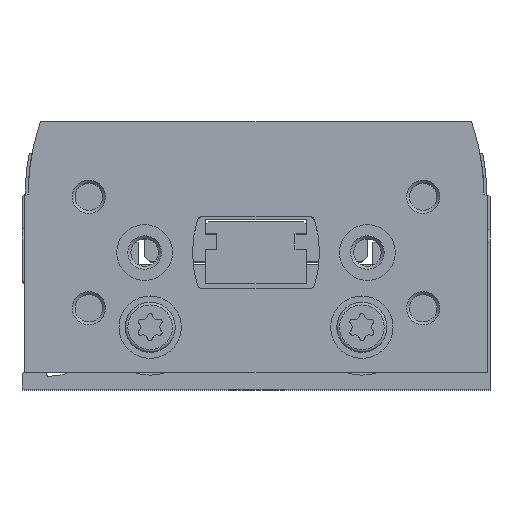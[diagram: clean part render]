
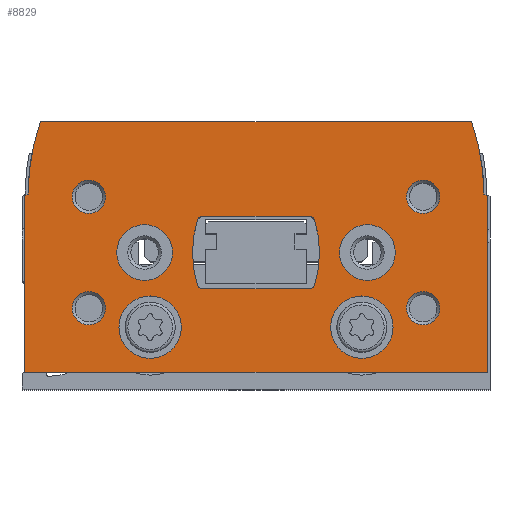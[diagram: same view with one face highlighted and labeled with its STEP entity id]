
A CAD part, top view. The second image highlights one B-rep face of the part: STEP entity #8829.
In plain terms, the highlighted planar face has unit normal (0, 0, 1).
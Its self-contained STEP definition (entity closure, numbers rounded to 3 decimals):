
#410=LINE('',#13778,#903);
#415=LINE('',#13788,#908);
#432=LINE('',#13832,#925);
#438=LINE('',#13844,#931);
#452=LINE('',#13915,#945);
#454=LINE('',#13918,#947);
#455=LINE('',#13944,#948);
#456=LINE('',#13964,#949);
#903=VECTOR('',#11271,1000.);
#908=VECTOR('',#11278,1000.);
#925=VECTOR('',#11313,1000.);
#931=VECTOR('',#11323,1000.);
#945=VECTOR('',#11377,1000.);
#947=VECTOR('',#11381,1000.);
#948=VECTOR('',#11408,1000.);
#949=VECTOR('',#11429,1000.);
#1211=PLANE('',#9599);
#2351=ORIENTED_EDGE('',*,*,#3948,.F.);
#2352=ORIENTED_EDGE('',*,*,#3949,.F.);
#2353=ORIENTED_EDGE('',*,*,#3950,.F.);
#2354=ORIENTED_EDGE('',*,*,#3951,.F.);
#2355=ORIENTED_EDGE('',*,*,#3952,.T.);
#2356=ORIENTED_EDGE('',*,*,#3953,.T.);
#2357=ORIENTED_EDGE('',*,*,#3954,.T.);
#2358=ORIENTED_EDGE('',*,*,#3955,.T.);
#2359=ORIENTED_EDGE('',*,*,#3914,.F.);
#2360=ORIENTED_EDGE('',*,*,#3932,.F.);
#2361=ORIENTED_EDGE('',*,*,#3926,.F.);
#2362=ORIENTED_EDGE('',*,*,#3923,.F.);
#2363=ORIENTED_EDGE('',*,*,#3956,.F.);
#2364=ORIENTED_EDGE('',*,*,#3957,.F.);
#2365=ORIENTED_EDGE('',*,*,#3958,.F.);
#2366=ORIENTED_EDGE('',*,*,#3917,.F.);
#2367=ORIENTED_EDGE('',*,*,#3901,.T.);
#2368=ORIENTED_EDGE('',*,*,#3895,.T.);
#2369=ORIENTED_EDGE('',*,*,#3934,.T.);
#2370=ORIENTED_EDGE('',*,*,#3867,.T.);
#2371=ORIENTED_EDGE('',*,*,#3872,.T.);
#2372=ORIENTED_EDGE('',*,*,#3876,.T.);
#2373=ORIENTED_EDGE('',*,*,#3947,.T.);
#2374=ORIENTED_EDGE('',*,*,#3907,.T.);
#3867=EDGE_CURVE('',#4764,#4763,#410,.T.);
#3872=EDGE_CURVE('',#4763,#4767,#415,.T.);
#3876=EDGE_CURVE('',#4767,#4769,#5336,.T.);
#3895=EDGE_CURVE('',#4783,#4785,#432,.T.);
#3901=EDGE_CURVE('',#4789,#4783,#438,.T.);
#3907=EDGE_CURVE('',#4794,#4789,#5342,.T.);
#3914=EDGE_CURVE('',#4798,#4799,#5345,.T.);
#3917=EDGE_CURVE('',#4799,#4800,#5346,.T.);
#3923=EDGE_CURVE('',#4804,#4805,#5349,.T.);
#3926=EDGE_CURVE('',#4805,#4807,#5350,.T.);
#3932=EDGE_CURVE('',#4807,#4798,#452,.T.);
#3934=EDGE_CURVE('',#4785,#4764,#454,.T.);
#3947=EDGE_CURVE('',#4769,#4794,#455,.T.);
#3948=EDGE_CURVE('',#4823,#4823,#5366,.T.);
#3949=EDGE_CURVE('',#4824,#4824,#5367,.T.);
#3950=EDGE_CURVE('',#4825,#4825,#5368,.T.);
#3951=EDGE_CURVE('',#4826,#4826,#5369,.T.);
#3952=EDGE_CURVE('',#4827,#4827,#5370,.T.);
#3953=EDGE_CURVE('',#4828,#4828,#5371,.T.);
#3954=EDGE_CURVE('',#4829,#4829,#5372,.T.);
#3955=EDGE_CURVE('',#4830,#4830,#5373,.T.);
#3956=EDGE_CURVE('',#4831,#4804,#5374,.T.);
#3957=EDGE_CURVE('',#4832,#4831,#456,.T.);
#3958=EDGE_CURVE('',#4800,#4832,#5375,.T.);
#4763=VERTEX_POINT('',#13777);
#4764=VERTEX_POINT('',#13779);
#4767=VERTEX_POINT('',#13787);
#4769=VERTEX_POINT('',#13794);
#4783=VERTEX_POINT('',#13826);
#4785=VERTEX_POINT('',#13831);
#4789=VERTEX_POINT('',#13842);
#4794=VERTEX_POINT('',#13857);
#4798=VERTEX_POINT('',#13871);
#4799=VERTEX_POINT('',#13873);
#4800=VERTEX_POINT('',#13881);
#4804=VERTEX_POINT('',#13894);
#4805=VERTEX_POINT('',#13896);
#4807=VERTEX_POINT('',#13905);
#4823=VERTEX_POINT('',#13947);
#4824=VERTEX_POINT('',#13949);
#4825=VERTEX_POINT('',#13951);
#4826=VERTEX_POINT('',#13953);
#4827=VERTEX_POINT('',#13955);
#4828=VERTEX_POINT('',#13957);
#4829=VERTEX_POINT('',#13959);
#4830=VERTEX_POINT('',#13961);
#4831=VERTEX_POINT('',#13963);
#4832=VERTEX_POINT('',#13965);
#5336=CIRCLE('',#9556,19.5);
#5342=CIRCLE('',#9568,19.5);
#5345=CIRCLE('',#9572,0.5);
#5346=CIRCLE('',#9574,10.);
#5349=CIRCLE('',#9578,10.);
#5350=CIRCLE('',#9580,0.5);
#5366=CIRCLE('',#9600,2.8);
#5367=CIRCLE('',#9601,2.8);
#5368=CIRCLE('',#9602,2.5);
#5369=CIRCLE('',#9603,2.5);
#5370=CIRCLE('',#9604,1.5);
#5371=CIRCLE('',#9605,1.5);
#5372=CIRCLE('',#9606,1.5);
#5373=CIRCLE('',#9607,1.5);
#5374=CIRCLE('',#9608,0.5);
#5375=CIRCLE('',#9609,0.5);
#5933=EDGE_LOOP('',(#2351));
#5934=EDGE_LOOP('',(#2352));
#5935=EDGE_LOOP('',(#2353));
#5936=EDGE_LOOP('',(#2354));
#5937=EDGE_LOOP('',(#2355));
#5938=EDGE_LOOP('',(#2356));
#5939=EDGE_LOOP('',(#2357));
#5940=EDGE_LOOP('',(#2358));
#5941=EDGE_LOOP('',(#2359,#2360,#2361,#2362,#2363,#2364,#2365,#2366));
#5942=EDGE_LOOP('',(#2367,#2368,#2369,#2370,#2371,#2372,#2373,#2374));
#6658=FACE_BOUND('',#5933,.T.);
#6659=FACE_BOUND('',#5934,.T.);
#6660=FACE_BOUND('',#5935,.T.);
#6661=FACE_BOUND('',#5936,.T.);
#6662=FACE_BOUND('',#5937,.T.);
#6663=FACE_BOUND('',#5938,.T.);
#6664=FACE_BOUND('',#5939,.T.);
#6665=FACE_BOUND('',#5940,.T.);
#6666=FACE_BOUND('',#5941,.T.);
#6667=FACE_BOUND('',#5942,.T.);
#8829=ADVANCED_FACE('',(#6658,#6659,#6660,#6661,#6662,#6663,#6664,#6665,
#6666,#6667),#1211,.T.);
#9556=AXIS2_PLACEMENT_3D('',#13795,#11285,#11286);
#9568=AXIS2_PLACEMENT_3D('',#13856,#11334,#11335);
#9572=AXIS2_PLACEMENT_3D('',#13872,#11345,#11346);
#9574=AXIS2_PLACEMENT_3D('',#13880,#11350,#11351);
#9578=AXIS2_PLACEMENT_3D('',#13895,#11360,#11361);
#9580=AXIS2_PLACEMENT_3D('',#13904,#11365,#11366);
#9599=AXIS2_PLACEMENT_3D('',#13945,#11409,#11410);
#9600=AXIS2_PLACEMENT_3D('',#13946,#11411,#11412);
#9601=AXIS2_PLACEMENT_3D('',#13948,#11413,#11414);
#9602=AXIS2_PLACEMENT_3D('',#13950,#11415,#11416);
#9603=AXIS2_PLACEMENT_3D('',#13952,#11417,#11418);
#9604=AXIS2_PLACEMENT_3D('',#13954,#11419,#11420);
#9605=AXIS2_PLACEMENT_3D('',#13956,#11421,#11422);
#9606=AXIS2_PLACEMENT_3D('',#13958,#11423,#11424);
#9607=AXIS2_PLACEMENT_3D('',#13960,#11425,#11426);
#9608=AXIS2_PLACEMENT_3D('',#13962,#11427,#11428);
#9609=AXIS2_PLACEMENT_3D('',#13966,#11430,#11431);
#11271=DIRECTION('',(0.,1.,0.));
#11278=DIRECTION('',(-0.866,0.5,0.));
#11285=DIRECTION('',(0.,0.,1.));
#11286=DIRECTION('',(1.,0.,0.));
#11313=DIRECTION('',(0.,-1.,0.));
#11323=DIRECTION('',(-0.866,-0.5,0.));
#11334=DIRECTION('',(0.,0.,1.));
#11335=DIRECTION('',(1.,0.,0.));
#11345=DIRECTION('',(0.,0.,1.));
#11346=DIRECTION('',(1.,0.,0.));
#11350=DIRECTION('',(0.,0.,1.));
#11351=DIRECTION('',(1.,0.,0.));
#11360=DIRECTION('',(0.,0.,1.));
#11361=DIRECTION('',(1.,0.,0.));
#11365=DIRECTION('',(0.,0.,1.));
#11366=DIRECTION('',(1.,0.,0.));
#11377=DIRECTION('',(-1.,0.,0.));
#11381=DIRECTION('',(1.,0.,0.));
#11408=DIRECTION('',(-1.,0.,0.));
#11409=DIRECTION('',(0.,0.,1.));
#11410=DIRECTION('',(1.,0.,0.));
#11411=DIRECTION('',(0.,0.,1.));
#11412=DIRECTION('',(1.,0.,0.));
#11413=DIRECTION('',(0.,0.,1.));
#11414=DIRECTION('',(1.,0.,0.));
#11415=DIRECTION('',(0.,0.,1.));
#11416=DIRECTION('',(1.,0.,0.));
#11417=DIRECTION('',(0.,0.,1.));
#11418=DIRECTION('',(1.,0.,0.));
#11419=DIRECTION('',(0.,0.,-1.));
#11420=DIRECTION('',(-1.,0.,0.));
#11421=DIRECTION('',(0.,0.,-1.));
#11422=DIRECTION('',(-1.,0.,0.));
#11423=DIRECTION('',(0.,0.,-1.));
#11424=DIRECTION('',(-1.,0.,0.));
#11425=DIRECTION('',(0.,0.,-1.));
#11426=DIRECTION('',(-1.,0.,0.));
#11427=DIRECTION('',(0.,0.,1.));
#11428=DIRECTION('',(1.,0.,0.));
#11429=DIRECTION('',(1.,0.,0.));
#11430=DIRECTION('',(0.,0.,1.));
#11431=DIRECTION('',(1.,0.,0.));
#13777=CARTESIAN_POINT('',(20.75,15.827,0.));
#13778=CARTESIAN_POINT('',(20.75,0.,0.));
#13779=CARTESIAN_POINT('',(20.75,0.,0.));
#13787=CARTESIAN_POINT('',(20.45,16.,0.));
#13788=CARTESIAN_POINT('',(20.75,15.827,0.));
#13794=CARTESIAN_POINT('',(19.335,22.5,0.));
#13795=CARTESIAN_POINT('',(0.95,16.,0.));
#13826=CARTESIAN_POINT('',(-20.75,15.827,0.));
#13831=CARTESIAN_POINT('',(-20.75,0.,0.));
#13832=CARTESIAN_POINT('',(-20.75,15.827,0.));
#13842=CARTESIAN_POINT('',(-20.45,16.,0.));
#13844=CARTESIAN_POINT('',(-20.45,16.,0.));
#13856=CARTESIAN_POINT('',(-0.95,16.,0.));
#13857=CARTESIAN_POINT('',(-19.335,22.5,0.));
#13871=CARTESIAN_POINT('',(-4.793,14.,0.));
#13872=CARTESIAN_POINT('',(-4.793,13.5,0.));
#13873=CARTESIAN_POINT('',(-5.272,13.645,0.));
#13880=CARTESIAN_POINT('',(4.3,10.75,0.));
#13881=CARTESIAN_POINT('',(-5.272,7.855,0.));
#13894=CARTESIAN_POINT('',(5.272,7.855,0.));
#13895=CARTESIAN_POINT('',(-4.3,10.75,0.));
#13896=CARTESIAN_POINT('',(5.272,13.645,0.));
#13904=CARTESIAN_POINT('',(4.793,13.5,0.));
#13905=CARTESIAN_POINT('',(4.793,14.,0.));
#13915=CARTESIAN_POINT('',(4.793,14.,0.));
#13918=CARTESIAN_POINT('',(-20.75,0.,0.));
#13944=CARTESIAN_POINT('',(19.335,22.5,0.));
#13945=CARTESIAN_POINT('',(0.95,16.,0.));
#13946=CARTESIAN_POINT('',(-9.5,4.05,0.));
#13947=CARTESIAN_POINT('',(-6.7,4.05,0.));
#13948=CARTESIAN_POINT('',(9.5,4.05,0.));
#13949=CARTESIAN_POINT('',(12.3,4.05,0.));
#13950=CARTESIAN_POINT('',(-10.,10.75,0.));
#13951=CARTESIAN_POINT('',(-7.5,10.75,0.));
#13952=CARTESIAN_POINT('',(10.,10.75,0.));
#13953=CARTESIAN_POINT('',(12.5,10.75,0.));
#13954=CARTESIAN_POINT('',(15.,5.75,0.));
#13955=CARTESIAN_POINT('',(13.5,5.75,0.));
#13956=CARTESIAN_POINT('',(-15.,5.75,0.));
#13957=CARTESIAN_POINT('',(-16.5,5.75,0.));
#13958=CARTESIAN_POINT('',(-15.,15.75,0.));
#13959=CARTESIAN_POINT('',(-16.5,15.75,0.));
#13960=CARTESIAN_POINT('',(15.,15.75,0.));
#13961=CARTESIAN_POINT('',(13.5,15.75,0.));
#13962=CARTESIAN_POINT('',(4.793,8.,0.));
#13963=CARTESIAN_POINT('',(4.793,7.5,0.));
#13964=CARTESIAN_POINT('',(-4.793,7.5,0.));
#13965=CARTESIAN_POINT('',(-4.793,7.5,0.));
#13966=CARTESIAN_POINT('',(-4.793,8.,0.));
